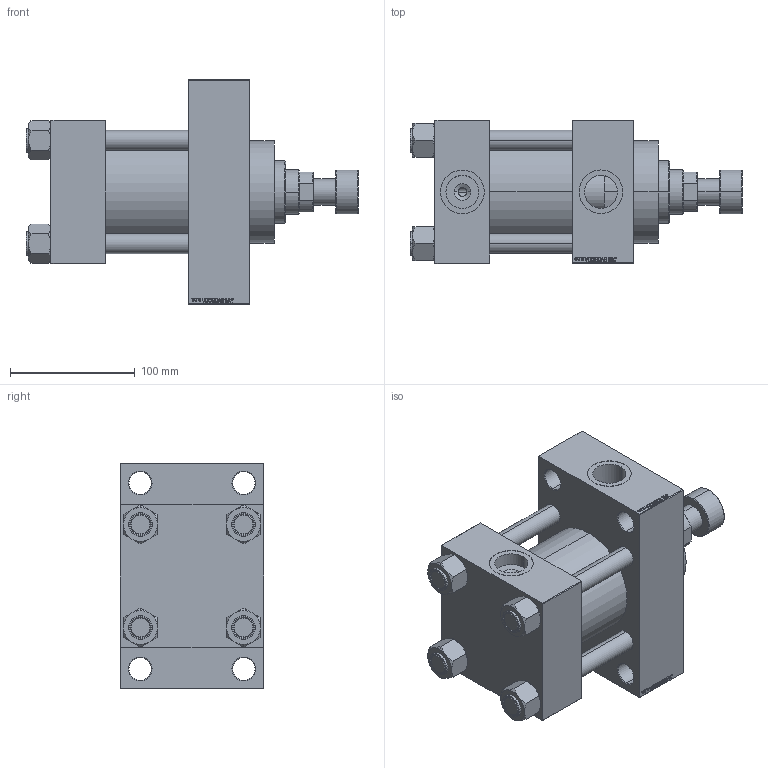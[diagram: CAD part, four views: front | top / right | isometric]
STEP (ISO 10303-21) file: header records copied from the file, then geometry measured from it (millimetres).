
FILE_DESCRIPTION (( 'STEP AP203' ), '1' );
FILE_NAME ('8807.STEP', '2023-05-09T08:54:39', ( '' ), ( '' ), 'SwSTEP 2.0', 'SolidWorks 2019', '' );
FILE_SCHEMA (( 'CONFIG_CONTROL_DESIGN' ));
Length unit declared in the file: millimetre
Products named in the file (7): V215CD_D_TYCINKA 1efcd58fc8a5c2f428a558c72bbc3bad; V215CD_VC_A 1efcd58fc8a5c2f428a558c72bbc3bad; V215CD_NUT_M5_D 1efcd58fc8a5c2f428a558c72bbc3bad; V215CD_D_Body 1efcd58fc8a5c2f428a558c72bbc3bad; 8807; V215CR_ROD_END_F 1efcd58fc8a5c2f428a558c72bbc3bad; V215CD_VCP_D 1efcd58fc8a5c2f428a558c72bbc3bad
Assembly tree (12 placements, depth 2):
  8807
    V215CD_D_Body 1efcd58fc8a5c2f428a558c72bbc3bad
    V215CD_VC_A 1efcd58fc8a5c2f428a558c72bbc3bad
    V215CD_VCP_D 1efcd58fc8a5c2f428a558c72bbc3bad
    V215CD_D_TYCINKA 1efcd58fc8a5c2f428a558c72bbc3bad  x4
    V215CD_NUT_M5_D 1efcd58fc8a5c2f428a558c72bbc3bad  x4
    V215CR_ROD_END_F 1efcd58fc8a5c2f428a558c72bbc3bad
Bounding box: 266 x 115 x 180 mm (x, y, z)
Volume: 2003043.5 mm3; surface area: 302161.4 mm2
Topology: 12 solids, 12 shells, 1165 faces, 2929 edges, 1901 vertices
Faces by surface type: plane 549, bspline 368, cone 144, cylinder 92, torus 12
Entity records: 48146 total; most frequent: CARTESIAN_POINT 25249, ORIENTED_EDGE 5122, DIRECTION 3343, EDGE_CURVE 2561, VERTEX_POINT 1679, LINE 1533, VECTOR 1533, EDGE_LOOP 1142
